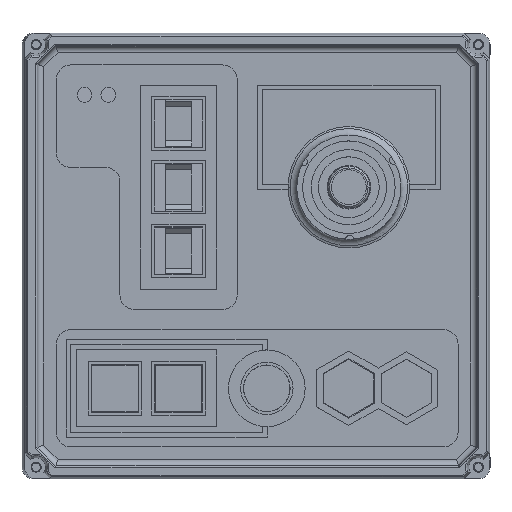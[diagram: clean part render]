
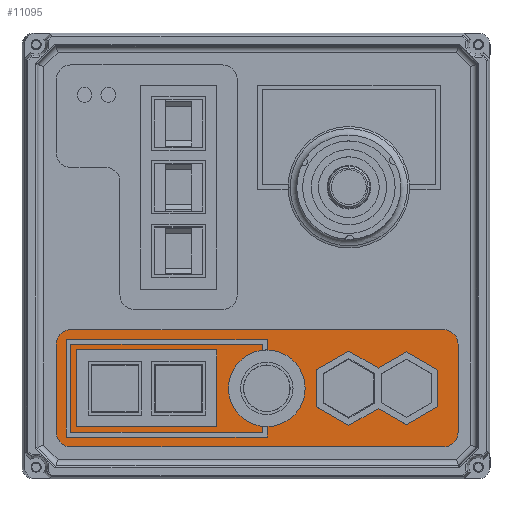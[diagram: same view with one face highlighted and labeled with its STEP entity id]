
A CAD part, top view. The second image highlights one B-rep face of the part: STEP entity #11095.
In plain terms, the highlighted planar face has unit normal (0, 0, 1).
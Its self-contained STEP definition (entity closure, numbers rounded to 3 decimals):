
#245=CIRCLE('',#11739,8.05);
#246=CIRCLE('',#11762,5.);
#247=CIRCLE('',#11765,5.);
#248=CIRCLE('',#11768,5.);
#249=CIRCLE('',#11771,5.);
#426=FACE_BOUND('',#1246,.T.);
#427=FACE_BOUND('',#1247,.T.);
#428=FACE_BOUND('',#1248,.T.);
#429=FACE_BOUND('',#1249,.T.);
#430=FACE_BOUND('',#1250,.T.);
#600=FACE_OUTER_BOUND('',#1245,.T.);
#1245=EDGE_LOOP('',(#7684,#7685,#7686,#7687,#7688,#7689,#7690,#7691));
#1246=EDGE_LOOP('',(#7692,#7693,#7694,#7695));
#1247=EDGE_LOOP('',(#7696,#7697,#7698,#7699,#7700,#7701));
#1248=EDGE_LOOP('',(#7702));
#1249=EDGE_LOOP('',(#7703,#7704,#7705,#7706,#7707,#7708));
#1250=EDGE_LOOP('',(#7709,#7710,#7711,#7712));
#2066=LINE('',#15886,#3438);
#2069=LINE('',#15891,#3441);
#2071=LINE('',#15895,#3443);
#2073=LINE('',#15898,#3445);
#2074=LINE('',#15902,#3446);
#2077=LINE('',#15907,#3449);
#2079=LINE('',#15911,#3451);
#2081=LINE('',#15915,#3453);
#2083=LINE('',#15919,#3455);
#2085=LINE('',#15922,#3457);
#2086=LINE('',#15926,#3458);
#2089=LINE('',#15931,#3461);
#2091=LINE('',#15935,#3463);
#2093=LINE('',#15939,#3465);
#2095=LINE('',#15943,#3467);
#2097=LINE('',#15946,#3469);
#2098=LINE('',#15950,#3470);
#2101=LINE('',#15955,#3473);
#2103=LINE('',#15959,#3475);
#2105=LINE('',#15962,#3477);
#2106=LINE('',#15966,#3478);
#2110=LINE('',#15975,#3482);
#2113=LINE('',#15983,#3485);
#2116=LINE('',#15991,#3488);
#3438=VECTOR('',#12775,10.);
#3441=VECTOR('',#12780,10.);
#3443=VECTOR('',#12784,10.);
#3445=VECTOR('',#12788,10.);
#3446=VECTOR('',#12791,10.);
#3449=VECTOR('',#12796,10.);
#3451=VECTOR('',#12800,10.);
#3453=VECTOR('',#12804,10.);
#3455=VECTOR('',#12808,10.);
#3457=VECTOR('',#12812,10.);
#3458=VECTOR('',#12815,10.);
#3461=VECTOR('',#12820,10.);
#3463=VECTOR('',#12824,10.);
#3465=VECTOR('',#12828,10.);
#3467=VECTOR('',#12832,10.);
#3469=VECTOR('',#12836,10.);
#3470=VECTOR('',#12839,10.);
#3473=VECTOR('',#12844,10.);
#3475=VECTOR('',#12848,10.);
#3477=VECTOR('',#12852,10.);
#3478=VECTOR('',#12855,10.);
#3482=VECTOR('',#12865,10.);
#3485=VECTOR('',#12874,10.);
#3488=VECTOR('',#12883,10.);
#4780=VERTEX_POINT('',#15880);
#4781=VERTEX_POINT('',#15884);
#4782=VERTEX_POINT('',#15885);
#4783=VERTEX_POINT('',#15890);
#4784=VERTEX_POINT('',#15894);
#4785=VERTEX_POINT('',#15900);
#4786=VERTEX_POINT('',#15901);
#4787=VERTEX_POINT('',#15906);
#4788=VERTEX_POINT('',#15910);
#4789=VERTEX_POINT('',#15914);
#4790=VERTEX_POINT('',#15918);
#4791=VERTEX_POINT('',#15924);
#4792=VERTEX_POINT('',#15925);
#4793=VERTEX_POINT('',#15930);
#4794=VERTEX_POINT('',#15934);
#4795=VERTEX_POINT('',#15938);
#4796=VERTEX_POINT('',#15942);
#4797=VERTEX_POINT('',#15948);
#4798=VERTEX_POINT('',#15949);
#4799=VERTEX_POINT('',#15954);
#4800=VERTEX_POINT('',#15958);
#4801=VERTEX_POINT('',#15964);
#4802=VERTEX_POINT('',#15965);
#4803=VERTEX_POINT('',#15970);
#4804=VERTEX_POINT('',#15974);
#4805=VERTEX_POINT('',#15978);
#4806=VERTEX_POINT('',#15982);
#4807=VERTEX_POINT('',#15986);
#4808=VERTEX_POINT('',#15990);
#5870=EDGE_CURVE('',#4780,#4780,#245,.T.);
#5871=EDGE_CURVE('',#4781,#4782,#2066,.T.);
#5874=EDGE_CURVE('',#4783,#4781,#2069,.T.);
#5876=EDGE_CURVE('',#4784,#4783,#2071,.T.);
#5878=EDGE_CURVE('',#4782,#4784,#2073,.T.);
#5879=EDGE_CURVE('',#4785,#4786,#2074,.T.);
#5882=EDGE_CURVE('',#4787,#4785,#2077,.T.);
#5884=EDGE_CURVE('',#4788,#4787,#2079,.T.);
#5886=EDGE_CURVE('',#4789,#4788,#2081,.T.);
#5888=EDGE_CURVE('',#4790,#4789,#2083,.T.);
#5890=EDGE_CURVE('',#4786,#4790,#2085,.T.);
#5891=EDGE_CURVE('',#4791,#4792,#2086,.T.);
#5894=EDGE_CURVE('',#4793,#4791,#2089,.T.);
#5896=EDGE_CURVE('',#4794,#4793,#2091,.T.);
#5898=EDGE_CURVE('',#4795,#4794,#2093,.T.);
#5900=EDGE_CURVE('',#4796,#4795,#2095,.T.);
#5902=EDGE_CURVE('',#4792,#4796,#2097,.T.);
#5903=EDGE_CURVE('',#4797,#4798,#2098,.T.);
#5906=EDGE_CURVE('',#4799,#4797,#2101,.T.);
#5908=EDGE_CURVE('',#4800,#4799,#2103,.T.);
#5910=EDGE_CURVE('',#4798,#4800,#2105,.T.);
#5911=EDGE_CURVE('',#4801,#4802,#2106,.T.);
#5914=EDGE_CURVE('',#4803,#4801,#246,.T.);
#5916=EDGE_CURVE('',#4804,#4803,#2110,.T.);
#5918=EDGE_CURVE('',#4805,#4804,#247,.T.);
#5920=EDGE_CURVE('',#4806,#4805,#2113,.T.);
#5922=EDGE_CURVE('',#4807,#4806,#248,.T.);
#5924=EDGE_CURVE('',#4808,#4807,#2116,.T.);
#5926=EDGE_CURVE('',#4802,#4808,#249,.T.);
#7684=ORIENTED_EDGE('',*,*,#5926,.F.);
#7685=ORIENTED_EDGE('',*,*,#5911,.F.);
#7686=ORIENTED_EDGE('',*,*,#5914,.F.);
#7687=ORIENTED_EDGE('',*,*,#5916,.F.);
#7688=ORIENTED_EDGE('',*,*,#5918,.F.);
#7689=ORIENTED_EDGE('',*,*,#5920,.F.);
#7690=ORIENTED_EDGE('',*,*,#5922,.F.);
#7691=ORIENTED_EDGE('',*,*,#5924,.F.);
#7692=ORIENTED_EDGE('',*,*,#5910,.F.);
#7693=ORIENTED_EDGE('',*,*,#5903,.F.);
#7694=ORIENTED_EDGE('',*,*,#5906,.F.);
#7695=ORIENTED_EDGE('',*,*,#5908,.F.);
#7696=ORIENTED_EDGE('',*,*,#5902,.F.);
#7697=ORIENTED_EDGE('',*,*,#5891,.F.);
#7698=ORIENTED_EDGE('',*,*,#5894,.F.);
#7699=ORIENTED_EDGE('',*,*,#5896,.F.);
#7700=ORIENTED_EDGE('',*,*,#5898,.F.);
#7701=ORIENTED_EDGE('',*,*,#5900,.F.);
#7702=ORIENTED_EDGE('',*,*,#5870,.F.);
#7703=ORIENTED_EDGE('',*,*,#5890,.F.);
#7704=ORIENTED_EDGE('',*,*,#5879,.F.);
#7705=ORIENTED_EDGE('',*,*,#5882,.F.);
#7706=ORIENTED_EDGE('',*,*,#5884,.F.);
#7707=ORIENTED_EDGE('',*,*,#5886,.F.);
#7708=ORIENTED_EDGE('',*,*,#5888,.F.);
#7709=ORIENTED_EDGE('',*,*,#5878,.F.);
#7710=ORIENTED_EDGE('',*,*,#5871,.F.);
#7711=ORIENTED_EDGE('',*,*,#5874,.F.);
#7712=ORIENTED_EDGE('',*,*,#5876,.F.);
#10586=PLANE('',#11772);
#11095=ADVANCED_FACE('',(#600,#426,#427,#428,#429,#430),#10586,.F.);
#11739=AXIS2_PLACEMENT_3D('',#15882,#12771,#12772);
#11762=AXIS2_PLACEMENT_3D('',#15971,#12860,#12861);
#11765=AXIS2_PLACEMENT_3D('',#15979,#12869,#12870);
#11768=AXIS2_PLACEMENT_3D('',#15987,#12878,#12879);
#11771=AXIS2_PLACEMENT_3D('',#15994,#12887,#12888);
#11772=AXIS2_PLACEMENT_3D('',#15995,#12889,#12890);
#12771=DIRECTION('center_axis',(0.,0.,1.));
#12772=DIRECTION('ref_axis',(1.,0.,0.));
#12775=DIRECTION('',(-1.,0.,0.));
#12780=DIRECTION('',(0.,1.,0.));
#12784=DIRECTION('',(1.,0.,0.));
#12788=DIRECTION('',(0.,-1.,0.));
#12791=DIRECTION('',(0.,-1.,0.));
#12796=DIRECTION('',(-0.866,-0.5,0.));
#12800=DIRECTION('',(-0.866,0.5,0.));
#12804=DIRECTION('',(0.,1.,0.));
#12808=DIRECTION('',(0.866,0.5,0.));
#12812=DIRECTION('',(0.866,-0.5,0.));
#12815=DIRECTION('',(0.866,-0.5,0.));
#12820=DIRECTION('',(0.,-1.,0.));
#12824=DIRECTION('',(-0.866,-0.5,0.));
#12828=DIRECTION('',(-0.866,0.5,0.));
#12832=DIRECTION('',(0.,1.,0.));
#12836=DIRECTION('',(0.866,0.5,0.));
#12839=DIRECTION('',(-1.,0.,0.));
#12844=DIRECTION('',(0.,1.,0.));
#12848=DIRECTION('',(1.,0.,0.));
#12852=DIRECTION('',(0.,-1.,0.));
#12855=DIRECTION('',(-1.,0.,0.));
#12860=DIRECTION('center_axis',(0.,0.,-1.));
#12861=DIRECTION('ref_axis',(1.,0.,0.));
#12865=DIRECTION('',(0.,-1.,0.));
#12869=DIRECTION('center_axis',(0.,0.,-1.));
#12870=DIRECTION('ref_axis',(0.,1.,0.));
#12874=DIRECTION('',(1.,0.,0.));
#12878=DIRECTION('center_axis',(0.,0.,-1.));
#12879=DIRECTION('ref_axis',(-1.,0.,0.));
#12883=DIRECTION('',(0.,1.,0.));
#12887=DIRECTION('center_axis',(0.,0.,-1.));
#12888=DIRECTION('ref_axis',(0.,-1.,0.));
#12889=DIRECTION('center_axis',(0.,0.,-1.));
#12890=DIRECTION('ref_axis',(1.,0.,0.));
#15880=CARTESIAN_POINT('',(44.45,0.,10.2));
#15882=CARTESIAN_POINT('Origin',(52.5,0.,10.2));
#15884=CARTESIAN_POINT('',(8.25,8.25,10.2));
#15885=CARTESIAN_POINT('',(-8.25,8.25,10.2));
#15886=CARTESIAN_POINT('',(-8.25,8.25,10.2));
#15890=CARTESIAN_POINT('',(8.25,-8.25,10.2));
#15891=CARTESIAN_POINT('',(8.25,8.25,10.2));
#15894=CARTESIAN_POINT('',(-8.25,-8.25,10.2));
#15895=CARTESIAN_POINT('',(8.25,-8.25,10.2));
#15898=CARTESIAN_POINT('',(-8.25,-8.25,10.2));
#15900=CARTESIAN_POINT('',(91.971,5.029,10.2));
#15901=CARTESIAN_POINT('',(91.971,-5.029,10.2));
#15902=CARTESIAN_POINT('',(91.971,-5.029,10.2));
#15906=CARTESIAN_POINT('',(100.681,10.058,10.2));
#15907=CARTESIAN_POINT('',(91.971,5.029,10.2));
#15910=CARTESIAN_POINT('',(109.391,5.029,10.2));
#15911=CARTESIAN_POINT('',(100.681,10.058,10.2));
#15914=CARTESIAN_POINT('',(109.391,-5.029,10.2));
#15915=CARTESIAN_POINT('',(109.391,5.029,10.2));
#15918=CARTESIAN_POINT('',(100.681,-10.058,10.2));
#15919=CARTESIAN_POINT('',(109.391,-5.029,10.2));
#15922=CARTESIAN_POINT('',(100.681,-10.058,10.2));
#15924=CARTESIAN_POINT('',(71.95,-5.144,10.2));
#15925=CARTESIAN_POINT('',(80.86,-10.289,10.2));
#15926=CARTESIAN_POINT('',(80.86,-10.289,10.2));
#15930=CARTESIAN_POINT('',(71.95,5.144,10.2));
#15931=CARTESIAN_POINT('',(71.95,-5.144,10.2));
#15934=CARTESIAN_POINT('',(80.86,10.289,10.2));
#15935=CARTESIAN_POINT('',(71.95,5.144,10.2));
#15938=CARTESIAN_POINT('',(89.771,5.144,10.2));
#15939=CARTESIAN_POINT('',(80.86,10.289,10.2));
#15942=CARTESIAN_POINT('',(89.771,-5.144,10.2));
#15943=CARTESIAN_POINT('',(89.771,5.144,10.2));
#15946=CARTESIAN_POINT('',(89.771,-5.144,10.2));
#15948=CARTESIAN_POINT('',(30.25,8.25,10.2));
#15949=CARTESIAN_POINT('',(13.75,8.25,10.2));
#15950=CARTESIAN_POINT('',(13.75,8.25,10.2));
#15954=CARTESIAN_POINT('',(30.25,-8.25,10.2));
#15955=CARTESIAN_POINT('',(30.25,8.25,10.2));
#15958=CARTESIAN_POINT('',(13.75,-8.25,10.2));
#15959=CARTESIAN_POINT('',(30.25,-8.25,10.2));
#15962=CARTESIAN_POINT('',(13.75,-8.25,10.2));
#15964=CARTESIAN_POINT('',(113.591,-20.25,10.2));
#15965=CARTESIAN_POINT('',(-15.25,-20.25,10.2));
#15966=CARTESIAN_POINT('',(113.591,-20.25,10.2));
#15970=CARTESIAN_POINT('',(118.591,-15.25,10.2));
#15971=CARTESIAN_POINT('Origin',(113.591,-15.25,10.2));
#15974=CARTESIAN_POINT('',(118.591,15.25,10.2));
#15975=CARTESIAN_POINT('',(118.591,15.25,10.2));
#15978=CARTESIAN_POINT('',(113.591,20.25,10.2));
#15979=CARTESIAN_POINT('Origin',(113.591,15.25,10.2));
#15982=CARTESIAN_POINT('',(-15.25,20.25,10.2));
#15983=CARTESIAN_POINT('',(-15.25,20.25,10.2));
#15986=CARTESIAN_POINT('',(-20.25,15.25,10.2));
#15987=CARTESIAN_POINT('Origin',(-15.25,15.25,10.2));
#15990=CARTESIAN_POINT('',(-20.25,-15.25,10.2));
#15991=CARTESIAN_POINT('',(-20.25,-15.25,10.2));
#15994=CARTESIAN_POINT('Origin',(-15.25,-15.25,10.2));
#15995=CARTESIAN_POINT('Origin',(49.171,0.,
10.2));
